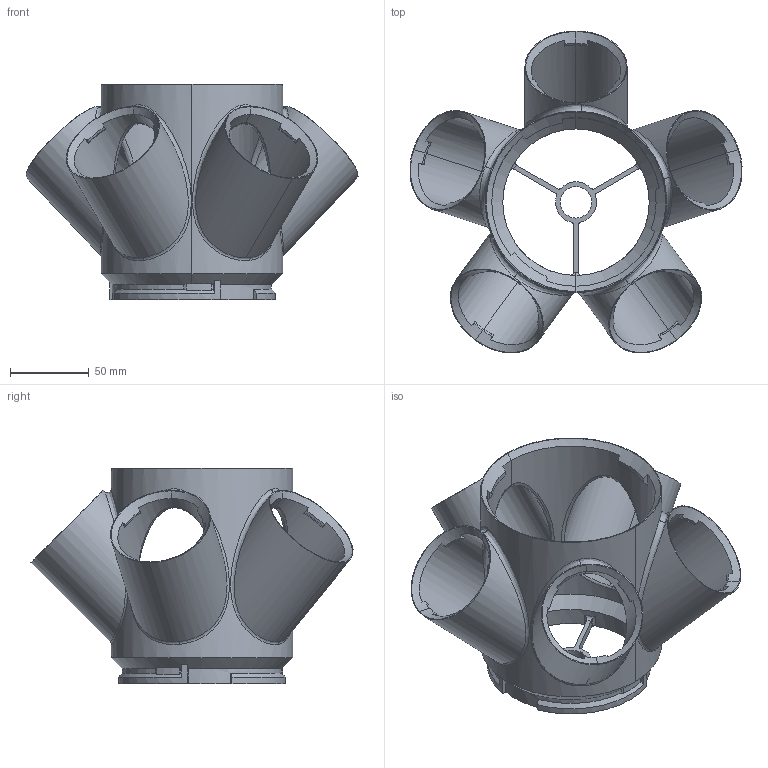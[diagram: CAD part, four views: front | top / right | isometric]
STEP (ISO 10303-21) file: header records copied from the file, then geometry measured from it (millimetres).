
FILE_DESCRIPTION (( 'STEP AP203' ), '1' );
FILE_NAME ('5-Way_Planting_Module_Hollow_Without_M3.STEP', '2021-04-06T13:19:49', ( '' ), ( '' ), '', '', '' );
FILE_SCHEMA (( 'CONFIG_CONTROL_DESIGN' ));
Length unit declared in the file: millimetre
Products named in the file (1): 5-Way_Planting_Module_Hollow_Without_M3
Bounding box: 210.69 x 204.34 x 136.5 mm (x, y, z)
Volume: 292945 mm3; surface area: 151487.5 mm2
Topology: 1 solids, 1 shells, 242 faces, 695 edges, 456 vertices
Faces by surface type: plane 86, cylinder 79, cone 53, bspline 20, torus 4
Entity records: 14953 total; most frequent: CARTESIAN_POINT 8567, ORIENTED_EDGE 1390, DIRECTION 1279, EDGE_CURVE 695, AXIS2_PLACEMENT_3D 475, VERTEX_POINT 456, VECTOR 329, LINE 329
